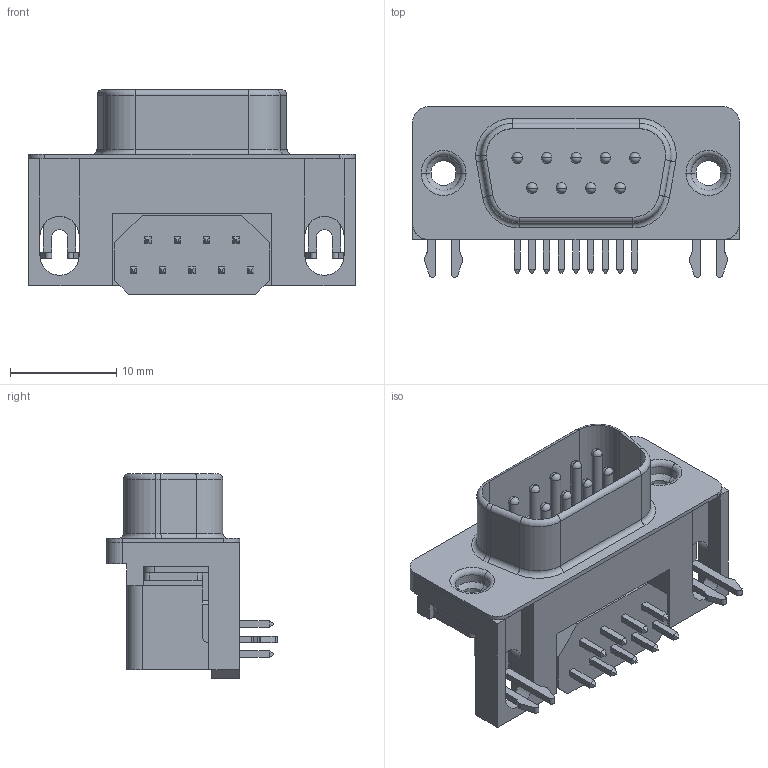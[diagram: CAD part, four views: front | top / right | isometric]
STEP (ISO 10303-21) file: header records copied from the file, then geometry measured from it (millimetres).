
FILE_DESCRIPTION (( 'STEP AP214' ), '1' );
FILE_NAME ('KF22X-E9P-N_rA2.STEP', '2013-12-06T21:01:21', ( '' ), ( '' ), 'SwSTEP 2.0', 'SolidWorks 2012', '' );
FILE_SCHEMA (( 'AUTOMOTIVE_DESIGN' ));
Length unit declared in the file: millimetre
Products named in the file (1): KF22X-E9P-N_rA2
Bounding box: 30.81 x 16.1 x 19.3 mm (x, y, z)
Volume: 3259.3 mm3; surface area: 3041.1 mm2
Topology: 1 solids, 1 shells, 342 faces, 895 edges, 552 vertices
Faces by surface type: plane 208, cylinder 94, sphere 18, torus 14, cone 8
Entity records: 11165 total; most frequent: DIRECTION 1782, CARTESIAN_POINT 1736, ORIENTED_EDGE 1718, EDGE_CURVE 859, LINE 622, VECTOR 622, AXIS2_PLACEMENT_3D 580, VERTEX_POINT 534
